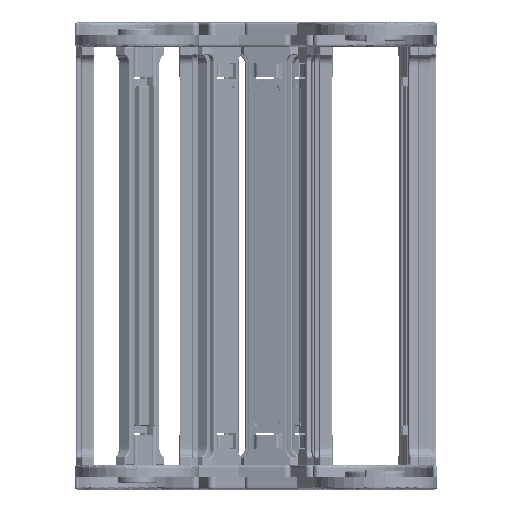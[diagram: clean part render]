
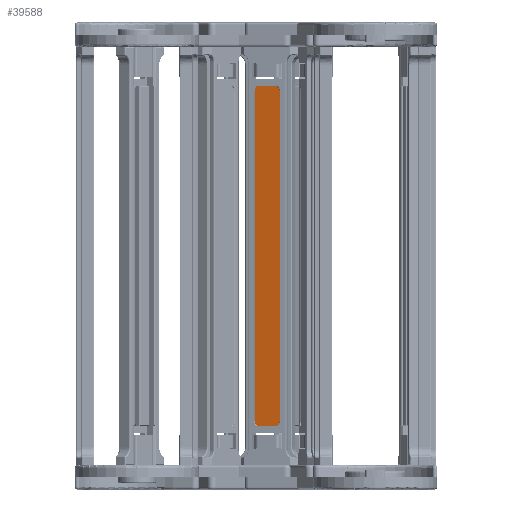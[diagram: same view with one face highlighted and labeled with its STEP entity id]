
A CAD part, left-side view. The second image highlights one B-rep face of the part: STEP entity #39588.
In plain terms, the highlighted face is planar.
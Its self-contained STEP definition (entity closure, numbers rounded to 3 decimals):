
#670 = CARTESIAN_POINT ( 'NONE',  ( -30.54, 70.705, 126.961 ) ) ;
#1799 = EDGE_CURVE ( 'NONE', #47470, #19954, #12344, .T. ) ;
#2024 = ORIENTED_EDGE ( 'NONE', *, *, #42003, .F. ) ;
#4764 = DIRECTION ( 'NONE',  ( 0., -1., 0. ) ) ;
#5928 = EDGE_CURVE ( 'NONE', #19954, #46085, #35745, .T. ) ;
#6146 = LINE ( 'NONE', #42358, #43600 ) ;
#6733 = DIRECTION ( 'NONE',  ( 0., 0., -1. ) ) ;
#7512 = CIRCLE ( 'NONE', #43073, 1.938 ) ;
#7925 = ORIENTED_EDGE ( 'NONE', *, *, #5928, .T. ) ;
#7982 = DIRECTION ( 'NONE',  ( 0., 0., -1. ) ) ;
#8069 = LINE ( 'NONE', #22524, #41511 ) ;
#8297 = CARTESIAN_POINT ( 'NONE',  ( -37.476, 70.705, 125.023 ) ) ;
#9101 = DIRECTION ( 'NONE',  ( 0., 0., -1. ) ) ;
#9710 = FACE_OUTER_BOUND ( 'NONE', #41143, .T. ) ;
#10384 = EDGE_CURVE ( 'NONE', #46085, #42642, #33171, .T. ) ;
#10663 = CARTESIAN_POINT ( 'NONE',  ( -30.54, 70.705, 126.961 ) ) ;
#10665 = VERTEX_POINT ( 'NONE', #22940 ) ;
#12344 = CIRCLE ( 'NONE', #39570, 1.938 ) ;
#13131 = CARTESIAN_POINT ( 'NONE',  ( -37.476, 70.705, 126.961 ) ) ;
#13508 = EDGE_CURVE ( 'NONE', #35372, #47470, #6146, .T. ) ;
#14157 = AXIS2_PLACEMENT_3D ( 'NONE', #8297, #4764, #44901 ) ;
#14158 = DIRECTION ( 'NONE',  ( 0., 1., 0. ) ) ;
#15393 = LINE ( 'NONE', #33828, #38981 ) ;
#16056 = DIRECTION ( 'NONE',  ( 0., 1., 0. ) ) ;
#18794 = AXIS2_PLACEMENT_3D ( 'NONE', #20357, #39329, #38687 ) ;
#19440 = ORIENTED_EDGE ( 'NONE', *, *, #10384, .T. ) ;
#19624 = ORIENTED_EDGE ( 'NONE', *, *, #13508, .T. ) ;
#19663 = DIRECTION ( 'NONE',  ( 0., -1., 0. ) ) ;
#19954 = VERTEX_POINT ( 'NONE', #670 ) ;
#19985 = CARTESIAN_POINT ( 'NONE',  ( -30.54, 70.705, 125.023 ) ) ;
#20027 = EDGE_CURVE ( 'NONE', #42642, #40022, #8069, .T. ) ;
#20357 = CARTESIAN_POINT ( 'NONE',  ( -30.54, 70.705, 120.123 ) ) ;
#21600 = ORIENTED_EDGE ( 'NONE', *, *, #1799, .T. ) ;
#22524 = CARTESIAN_POINT ( 'NONE',  ( -39.414, 70.705, 120.123 ) ) ;
#22940 = CARTESIAN_POINT ( 'NONE',  ( -37.476, 70.705, -15.693 ) ) ;
#25949 = VECTOR ( 'NONE', #44003, 1000. ) ;
#28385 = PLANE ( 'NONE',  #18794 ) ;
#29200 = VERTEX_POINT ( 'NONE', #40275 ) ;
#30542 = CARTESIAN_POINT ( 'NONE',  ( -37.476, 70.705, -13.755 ) ) ;
#30816 = ORIENTED_EDGE ( 'NONE', *, *, #45883, .F. ) ;
#31095 = CARTESIAN_POINT ( 'NONE',  ( -28.602, 70.705, 125.023 ) ) ;
#33171 = CIRCLE ( 'NONE', #14157, 1.938 ) ;
#33699 = ORIENTED_EDGE ( 'NONE', *, *, #20027, .T. ) ;
#33828 = CARTESIAN_POINT ( 'NONE',  ( -30.54, 70.705, -15.693 ) ) ;
#34475 = CARTESIAN_POINT ( 'NONE',  ( -39.414, 70.705, -13.755 ) ) ;
#35372 = VERTEX_POINT ( 'NONE', #43656 ) ;
#35745 = LINE ( 'NONE', #10663, #25949 ) ;
#36234 = CARTESIAN_POINT ( 'NONE',  ( -30.54, 70.705, -13.755 ) ) ;
#37683 = DIRECTION ( 'NONE',  ( -1., 0., 0. ) ) ;
#38549 = EDGE_CURVE ( 'NONE', #35372, #29200, #7512, .T. ) ;
#38687 = DIRECTION ( 'NONE',  ( 0., 0., 1. ) ) ;
#38690 = DIRECTION ( 'NONE',  ( 0., 0., 1. ) ) ;
#38981 = VECTOR ( 'NONE', #37683, 1000. ) ;
#39329 = DIRECTION ( 'NONE',  ( 0., -1., 0. ) ) ;
#39570 = AXIS2_PLACEMENT_3D ( 'NONE', #19985, #19663, #42178 ) ;
#39588 = ADVANCED_FACE ( 'NONE', ( #9710 ), #28385, .T. ) ;
#40022 = VERTEX_POINT ( 'NONE', #34475 ) ;
#40275 = CARTESIAN_POINT ( 'NONE',  ( -30.54, 70.705, -15.693 ) ) ;
#41003 = CARTESIAN_POINT ( 'NONE',  ( -39.414, 70.705, 125.023 ) ) ;
#41143 = EDGE_LOOP ( 'NONE', ( #33699, #30816, #2024, #43603, #19624, #21600, #7925, #19440 ) ) ;
#41511 = VECTOR ( 'NONE', #7982, 1000. ) ;
#42003 = EDGE_CURVE ( 'NONE', #29200, #10665, #15393, .T. ) ;
#42178 = DIRECTION ( 'NONE',  ( 0., 0., 1. ) ) ;
#42358 = CARTESIAN_POINT ( 'NONE',  ( -28.602, 70.705, 120.123 ) ) ;
#42642 = VERTEX_POINT ( 'NONE', #41003 ) ;
#42997 = CIRCLE ( 'NONE', #43859, 1.938 ) ;
#43073 = AXIS2_PLACEMENT_3D ( 'NONE', #36234, #14158, #6733 ) ;
#43600 = VECTOR ( 'NONE', #38690, 1000. ) ;
#43603 = ORIENTED_EDGE ( 'NONE', *, *, #38549, .F. ) ;
#43656 = CARTESIAN_POINT ( 'NONE',  ( -28.602, 70.705, -13.755 ) ) ;
#43859 = AXIS2_PLACEMENT_3D ( 'NONE', #30542, #16056, #9101 ) ;
#44003 = DIRECTION ( 'NONE',  ( -1., 0., 0. ) ) ;
#44901 = DIRECTION ( 'NONE',  ( 0., 0., 1. ) ) ;
#45883 = EDGE_CURVE ( 'NONE', #10665, #40022, #42997, .T. ) ;
#46085 = VERTEX_POINT ( 'NONE', #13131 ) ;
#47470 = VERTEX_POINT ( 'NONE', #31095 ) ;
